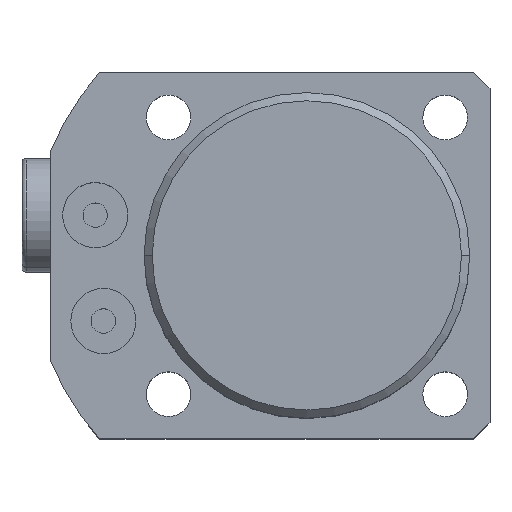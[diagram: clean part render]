
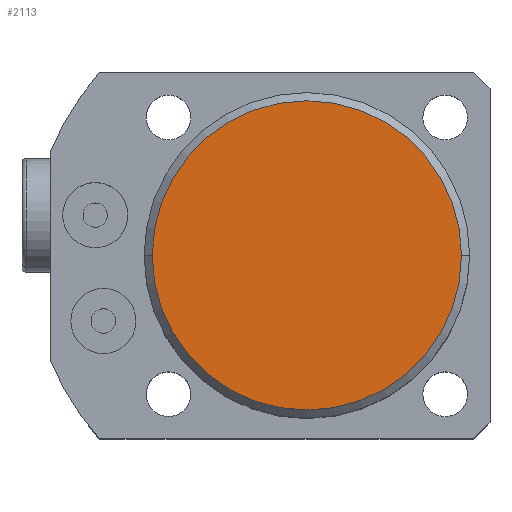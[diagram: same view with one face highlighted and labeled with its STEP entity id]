
A CAD part, top view. The second image highlights one B-rep face of the part: STEP entity #2113.
In plain terms, the highlighted planar face has unit normal (0, 0, 1).
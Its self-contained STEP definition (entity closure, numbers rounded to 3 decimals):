
#124 = AXIS2_PLACEMENT_3D ( 'NONE', #1668, #1663, #1662 ) ;
#210 = AXIS2_PLACEMENT_3D ( 'NONE', #1481, #1488, #1479 ) ;
#259 = AXIS2_PLACEMENT_3D ( 'NONE', #3791, #3802, #3214 ) ;
#340 = EDGE_CURVE ( 'NONE', #3041, #2987, #343, .T. ) ;
#343 = CIRCLE ( 'NONE', #259, 19. ) ;
#992 = EDGE_CURVE ( 'NONE', #2987, #3041, #2365, .T. ) ;
#1194 = CARTESIAN_POINT ( 'NONE',  ( 19., 0., 56. ) ) ;
#1259 = CARTESIAN_POINT ( 'NONE',  ( -19., 0., 56. ) ) ;
#1479 = DIRECTION ( 'NONE',  ( 1., 0., 0. ) ) ;
#1481 = CARTESIAN_POINT ( 'NONE',  ( 0., 0., 56. ) ) ;
#1488 = DIRECTION ( 'NONE',  ( 0., 0., 1. ) ) ;
#1662 = DIRECTION ( 'NONE',  ( 1., 0., 0. ) ) ;
#1663 = DIRECTION ( 'NONE',  ( 0., 0., 1. ) ) ;
#1666 = PLANE ( 'NONE',  #124 ) ;
#1668 = CARTESIAN_POINT ( 'NONE',  ( 0., 0., 56. ) ) ;
#2113 = ADVANCED_FACE ( 'NONE', ( #2272 ), #1666, .T. ) ;
#2272 = FACE_OUTER_BOUND ( 'NONE', #3089, .T. ) ;
#2365 = CIRCLE ( 'NONE', #210, 19. ) ;
#2794 = ORIENTED_EDGE ( 'NONE', *, *, #992, .T. ) ;
#2795 = ORIENTED_EDGE ( 'NONE', *, *, #340, .T. ) ;
#2987 = VERTEX_POINT ( 'NONE', #1259 ) ;
#3041 = VERTEX_POINT ( 'NONE', #1194 ) ;
#3089 = EDGE_LOOP ( 'NONE', ( #2794, #2795 ) ) ;
#3214 = DIRECTION ( 'NONE',  ( 1., 0., 0. ) ) ;
#3791 = CARTESIAN_POINT ( 'NONE',  ( 0., 0., 56. ) ) ;
#3802 = DIRECTION ( 'NONE',  ( 0., 0., 1. ) ) ;
